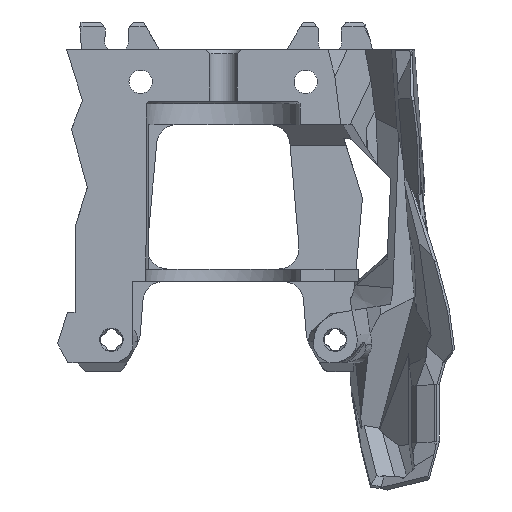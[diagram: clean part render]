
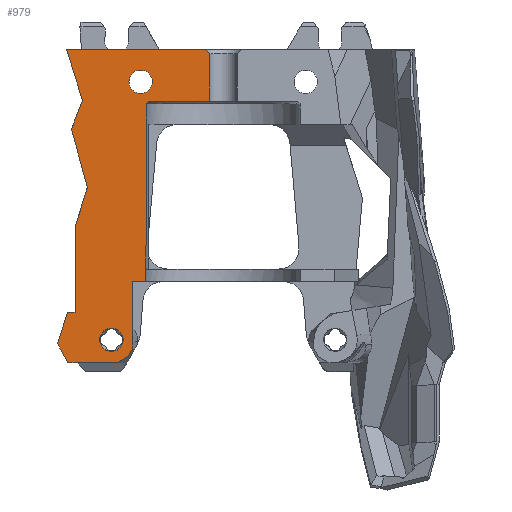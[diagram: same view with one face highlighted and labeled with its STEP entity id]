
A CAD part, front view. The second image highlights one B-rep face of the part: STEP entity #979.
In plain terms, the highlighted planar face has unit normal (0, -1, 0).
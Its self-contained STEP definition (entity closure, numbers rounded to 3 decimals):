
#339=CIRCLE('',#10861,1.7);
#340=CIRCLE('',#10863,1.7);
#395=FACE_BOUND('',#2421,.T.);
#396=FACE_BOUND('',#2422,.T.);
#397=FACE_BOUND('',#2423,.T.);
#979=ADVANCED_FACE('',(#395,#396,#397),#1390,.F.);
#1390=PLANE('',#10890);
#2421=EDGE_LOOP('',(#5095,#5096,#5097,#5098,#5099,#5100,#5101,#5102,#5103,
#5104,#5105,#5106,#5107,#5108,#5109,#5110,#5111,#5112,#5113,#5114,#5115,
#5116,#5117));
#2422=EDGE_LOOP('',(#5118));
#2423=EDGE_LOOP('',(#5119));
#5095=ORIENTED_EDGE('',*,*,#6516,.T.);
#5096=ORIENTED_EDGE('',*,*,#6512,.F.);
#5097=ORIENTED_EDGE('',*,*,#7752,.T.);
#5098=ORIENTED_EDGE('',*,*,#7750,.T.);
#5099=ORIENTED_EDGE('',*,*,#7748,.T.);
#5100=ORIENTED_EDGE('',*,*,#7746,.F.);
#5101=ORIENTED_EDGE('',*,*,#7744,.T.);
#5102=ORIENTED_EDGE('',*,*,#7741,.T.);
#5103=ORIENTED_EDGE('',*,*,#7738,.F.);
#5104=ORIENTED_EDGE('',*,*,#7737,.F.);
#5105=ORIENTED_EDGE('',*,*,#7734,.T.);
#5106=ORIENTED_EDGE('',*,*,#7730,.F.);
#5107=ORIENTED_EDGE('',*,*,#7726,.F.);
#5108=ORIENTED_EDGE('',*,*,#7725,.F.);
#5109=ORIENTED_EDGE('',*,*,#7722,.T.);
#5110=ORIENTED_EDGE('',*,*,#7720,.F.);
#5111=ORIENTED_EDGE('',*,*,#7719,.F.);
#5112=ORIENTED_EDGE('',*,*,#7716,.F.);
#5113=ORIENTED_EDGE('',*,*,#7714,.T.);
#5114=ORIENTED_EDGE('',*,*,#7802,.T.);
#5115=ORIENTED_EDGE('',*,*,#6526,.F.);
#5116=ORIENTED_EDGE('',*,*,#7803,.T.);
#5117=ORIENTED_EDGE('',*,*,#7759,.T.);
#5118=ORIENTED_EDGE('',*,*,#7756,.T.);
#5119=ORIENTED_EDGE('',*,*,#7753,.T.);
#5550=VERTEX_POINT('',#13758);
#5551=VERTEX_POINT('',#13759);
#5554=VERTEX_POINT('',#13767);
#5563=VERTEX_POINT('',#13794);
#5564=VERTEX_POINT('',#13796);
#6332=VERTEX_POINT('',#17266);
#6333=VERTEX_POINT('',#17270);
#6334=VERTEX_POINT('',#17274);
#6335=VERTEX_POINT('',#17278);
#6336=VERTEX_POINT('',#17282);
#6337=VERTEX_POINT('',#17286);
#6338=VERTEX_POINT('',#17290);
#6339=VERTEX_POINT('',#17294);
#6342=VERTEX_POINT('',#17302);
#6345=VERTEX_POINT('',#17310);
#6346=VERTEX_POINT('',#17314);
#6347=VERTEX_POINT('',#17318);
#6348=VERTEX_POINT('',#17323);
#6349=VERTEX_POINT('',#17328);
#6350=VERTEX_POINT('',#17332);
#6351=VERTEX_POINT('',#17336);
#6352=VERTEX_POINT('',#17340);
#6353=VERTEX_POINT('',#17346);
#6354=VERTEX_POINT('',#17350);
#6355=VERTEX_POINT('',#17357);
#6512=EDGE_CURVE('',#5550,#5551,#7971,.T.);
#6516=EDGE_CURVE('',#5554,#5551,#7973,.T.);
#6526=EDGE_CURVE('',#5563,#5564,#7979,.T.);
#7714=EDGE_CURVE('',#6333,#6332,#8928,.T.);
#7716=EDGE_CURVE('',#6333,#6334,#8930,.T.);
#7719=EDGE_CURVE('',#6334,#6335,#8933,.T.);
#7720=EDGE_CURVE('',#6335,#6336,#8934,.T.);
#7722=EDGE_CURVE('',#6337,#6336,#8936,.T.);
#7725=EDGE_CURVE('',#6337,#6338,#8939,.T.);
#7726=EDGE_CURVE('',#6338,#6339,#8940,.T.);
#7730=EDGE_CURVE('',#6339,#6342,#8944,.T.);
#7734=EDGE_CURVE('',#6345,#6342,#8948,.T.);
#7737=EDGE_CURVE('',#6345,#6346,#8951,.T.);
#7738=EDGE_CURVE('',#6346,#6347,#8952,.T.);
#7741=EDGE_CURVE('',#6348,#6347,#8955,.T.);
#7744=EDGE_CURVE('',#6349,#6348,#8958,.T.);
#7746=EDGE_CURVE('',#6349,#6350,#8960,.T.);
#7748=EDGE_CURVE('',#6351,#6350,#8961,.T.);
#7750=EDGE_CURVE('',#6352,#6351,#8962,.T.);
#7752=EDGE_CURVE('',#5550,#6352,#8963,.T.);
#7753=EDGE_CURVE('',#6353,#6353,#339,.T.);
#7756=EDGE_CURVE('',#6354,#6354,#340,.T.);
#7759=EDGE_CURVE('',#6355,#5554,#8967,.T.);
#7802=EDGE_CURVE('',#6332,#5564,#9002,.T.);
#7803=EDGE_CURVE('',#5563,#6355,#9003,.T.);
#7971=LINE('',#13757,#9130);
#7973=LINE('',#13766,#9132);
#7979=LINE('',#13795,#9138);
#8928=LINE('',#17269,#10087);
#8930=LINE('',#17273,#10089);
#8933=LINE('',#17279,#10092);
#8934=LINE('',#17281,#10093);
#8936=LINE('',#17285,#10095);
#8939=LINE('',#17291,#10098);
#8940=LINE('',#17293,#10099);
#8944=LINE('',#17301,#10103);
#8948=LINE('',#17309,#10107);
#8951=LINE('',#17315,#10110);
#8952=LINE('',#17317,#10111);
#8955=LINE('',#17322,#10114);
#8958=LINE('',#17327,#10117);
#8960=LINE('',#17331,#10119);
#8961=LINE('',#17335,#10120);
#8962=LINE('',#17339,#10121);
#8963=LINE('',#17343,#10122);
#8967=LINE('',#17360,#10126);
#9002=LINE('',#17473,#10161);
#9003=LINE('',#17475,#10162);
#9130=VECTOR('',#10997,1.);
#9132=VECTOR('',#11005,1.);
#9138=VECTOR('',#11017,1.);
#10087=VECTOR('',#13070,1.);
#10089=VECTOR('',#13074,1.);
#10092=VECTOR('',#13079,1.);
#10093=VECTOR('',#13082,1.);
#10095=VECTOR('',#13086,1.);
#10098=VECTOR('',#13091,1.);
#10099=VECTOR('',#13094,1.);
#10103=VECTOR('',#13100,1.);
#10107=VECTOR('',#13106,1.);
#10110=VECTOR('',#13111,1.);
#10111=VECTOR('',#13114,1.);
#10114=VECTOR('',#13119,1.);
#10117=VECTOR('',#13124,1.);
#10119=VECTOR('',#13128,1.);
#10120=VECTOR('',#13133,1.);
#10121=VECTOR('',#13138,1.);
#10122=VECTOR('',#13143,1.);
#10126=VECTOR('',#13157,1.);
#10161=VECTOR('',#13240,1.);
#10162=VECTOR('',#13243,1.);
#10861=AXIS2_PLACEMENT_3D('',#17345,#13146,#13147);
#10863=AXIS2_PLACEMENT_3D('',#17351,#13152,#13153);
#10890=AXIS2_PLACEMENT_3D('',#17476,#13244,#13245);
#10997=DIRECTION('',(-0.707,0.,-0.707));
#11005=DIRECTION('',(0.,0.,1.));
#11017=DIRECTION('',(-1.,0.,0.));
#13070=DIRECTION('',(0.,0.,1.));
#13074=DIRECTION('',(-0.5,0.,-0.866));
#13079=DIRECTION('',(-0.866,0.,-0.5));
#13082=DIRECTION('',(-1.,0.,0.));
#13086=DIRECTION('',(0.481,0.,-0.877));
#13091=DIRECTION('',(0.298,0.,0.955));
#13094=DIRECTION('',(1.,0.,0.));
#13100=DIRECTION('',(0.002,0.,1.));
#13106=DIRECTION('',(-0.298,0.,-0.955));
#13111=DIRECTION('',(-0.264,0.,0.964));
#13114=DIRECTION('',(0.,0.,1.));
#13119=DIRECTION('',(-0.355,0.,-0.935));
#13124=DIRECTION('',(0.299,0.,-0.954));
#13128=DIRECTION('',(1.,0.,0.));
#13133=DIRECTION('',(-0.707,0.,0.707));
#13138=DIRECTION('',(0.,0.,1.));
#13143=DIRECTION('',(1.,0.,0.));
#13146=DIRECTION('',(0.,1.,0.));
#13147=DIRECTION('',(1.,0.,0.));
#13152=DIRECTION('',(0.,1.,0.));
#13153=DIRECTION('',(-1.,0.,0.));
#13157=DIRECTION('',(0.011,0.,1.));
#13240=DIRECTION('',(0.,0.,1.));
#13243=DIRECTION('',(0.,0.,1.));
#13244=DIRECTION('',(0.,1.,0.));
#13245=DIRECTION('',(0.,0.,-1.));
#13757=CARTESIAN_POINT('',(-11.,0.,53.8));
#13758=CARTESIAN_POINT('',(-10.8,0.,54.));
#13759=CARTESIAN_POINT('',(-11.2,0.,53.6));
#13766=CARTESIAN_POINT('',(-11.2,0.,54.));
#13767=CARTESIAN_POINT('',(-11.2,0.,35.301));
#13794=CARTESIAN_POINT('',(-11.264,0.,27.8));
#13795=CARTESIAN_POINT('',(9.364,0.,27.8));
#13796=CARTESIAN_POINT('',(-13.15,0.,27.8));
#17266=CARTESIAN_POINT('',(-13.15,0.,19.068));
#17269=CARTESIAN_POINT('',(-13.15,0.,29.867));
#17270=CARTESIAN_POINT('',(-13.15,0.,18.071));
#17273=CARTESIAN_POINT('',(-11.565,0.,20.816));
#17274=CARTESIAN_POINT('',(-13.845,0.,16.867));
#17278=CARTESIAN_POINT('',(-15.345,0.,16.001));
#17279=CARTESIAN_POINT('',(0.496,0.,25.147));
#17281=CARTESIAN_POINT('',(-23.493,0.,16.001));
#17282=CARTESIAN_POINT('',(-22.569,0.,16.001));
#17285=CARTESIAN_POINT('',(-25.05,0.,20.521));
#17286=CARTESIAN_POINT('',(-24.067,0.,18.732));
#17290=CARTESIAN_POINT('',(-22.64,0.,23.301));
#17291=CARTESIAN_POINT('',(-23.108,0.,21.804));
#17293=CARTESIAN_POINT('',(6.662,0.,23.301));
#17294=CARTESIAN_POINT('',(-21.529,0.,23.301));
#17301=CARTESIAN_POINT('',(-21.543,0.,16.153));
#17302=CARTESIAN_POINT('',(-21.506,0.,35.799));
#17309=CARTESIAN_POINT('',(-19.739,0.,41.455));
#17310=CARTESIAN_POINT('',(-19.739,0.,41.455));
#17314=CARTESIAN_POINT('',(-22.,0.,49.71));
#17315=CARTESIAN_POINT('',(-19.579,0.,40.87));
#17317=CARTESIAN_POINT('',(-22.,0.,33.781));
#17318=CARTESIAN_POINT('',(-22.,0.,50.064));
#17322=CARTESIAN_POINT('',(-23.902,0.,45.055));
#17323=CARTESIAN_POINT('',(-20.455,0.,54.132));
#17327=CARTESIAN_POINT('',(-22.767,0.,61.5));
#17328=CARTESIAN_POINT('',(-22.767,0.,61.5));
#17331=CARTESIAN_POINT('',(-19.733,0.,61.5));
#17332=CARTESIAN_POINT('',(-2.65,0.,61.5));
#17335=CARTESIAN_POINT('',(-2.35,0.,61.2));
#17336=CARTESIAN_POINT('',(-2.05,0.,60.9));
#17339=CARTESIAN_POINT('',(-2.05,0.,61.5));
#17340=CARTESIAN_POINT('',(-2.05,0.,54.));
#17343=CARTESIAN_POINT('',(8.349,0.,54.));
#17345=CARTESIAN_POINT('',(-16.25,0.,19.301));
#17346=CARTESIAN_POINT('',(-17.95,0.,19.301));
#17350=CARTESIAN_POINT('',(-10.3,0.,56.8));
#17351=CARTESIAN_POINT('',(-12.,0.,56.8));
#17357=CARTESIAN_POINT('',(-11.264,0.,29.6));
#17360=CARTESIAN_POINT('',(-11.264,0.,29.6));
#17473=CARTESIAN_POINT('',(-13.15,0.,29.867));
#17475=CARTESIAN_POINT('',(-11.264,0.,28.));
#17476=CARTESIAN_POINT('',(16.698,0.,31.934));
